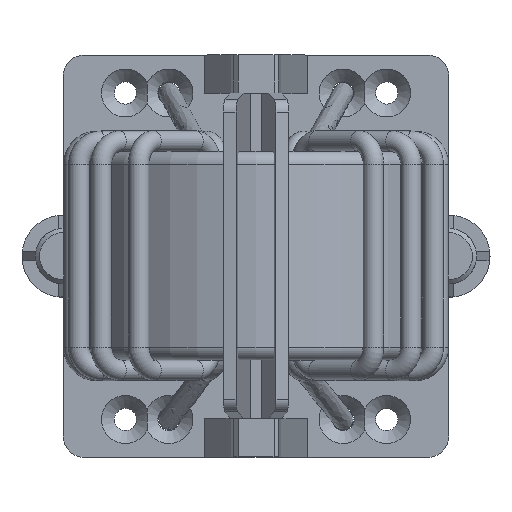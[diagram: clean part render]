
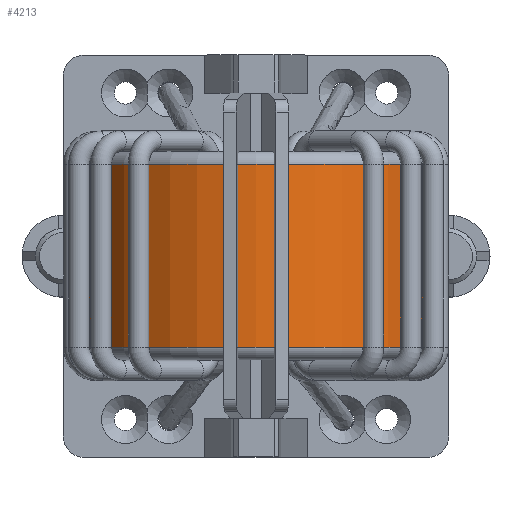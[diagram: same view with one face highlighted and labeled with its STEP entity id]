
A CAD part, top view. The second image highlights one B-rep face of the part: STEP entity #4213.
In plain terms, the highlighted cylindrical face has radius 20.1 mm (diameter 40.2 mm), a full revolution.
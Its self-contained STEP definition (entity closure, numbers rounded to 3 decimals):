
#212=CYLINDRICAL_SURFACE('',#4672,20.1);
#355=FACE_BOUND('',#1150,.T.);
#757=FACE_OUTER_BOUND('',#1149,.T.);
#1149=EDGE_LOOP('',(#3653));
#1150=EDGE_LOOP('',(#3654));
#1517=CIRCLE('',#4671,20.1);
#1518=CIRCLE('',#4673,20.1);
#2371=VERTEX_POINT('',#7040);
#2372=VERTEX_POINT('',#7043);
#2847=EDGE_CURVE('',#2371,#2371,#1517,.T.);
#2848=EDGE_CURVE('',#2372,#2372,#1518,.T.);
#3653=ORIENTED_EDGE('',*,*,#2848,.F.);
#3654=ORIENTED_EDGE('',*,*,#2847,.F.);
#4213=ADVANCED_FACE('',(#757,#355),#212,.T.);
#4671=AXIS2_PLACEMENT_3D('',#7041,#5687,#5688);
#4672=AXIS2_PLACEMENT_3D('',#7042,#5689,#5690);
#4673=AXIS2_PLACEMENT_3D('',#7044,#5691,#5692);
#5687=DIRECTION('center_axis',(0.,-1.,0.));
#5688=DIRECTION('ref_axis',(-1.,0.,0.));
#5689=DIRECTION('center_axis',(0.,1.,0.));
#5690=DIRECTION('ref_axis',(-1.,0.,0.));
#5691=DIRECTION('center_axis',(0.,1.,0.));
#5692=DIRECTION('ref_axis',(-1.,0.,0.));
#7040=CARTESIAN_POINT('',(20.1,-10.665,26.2));
#7041=CARTESIAN_POINT('Origin',(0.,-10.665,26.2));
#7042=CARTESIAN_POINT('Origin',(0.,-12.165,26.2));
#7043=CARTESIAN_POINT('',(20.1,10.665,26.2));
#7044=CARTESIAN_POINT('Origin',(0.,10.665,26.2));
